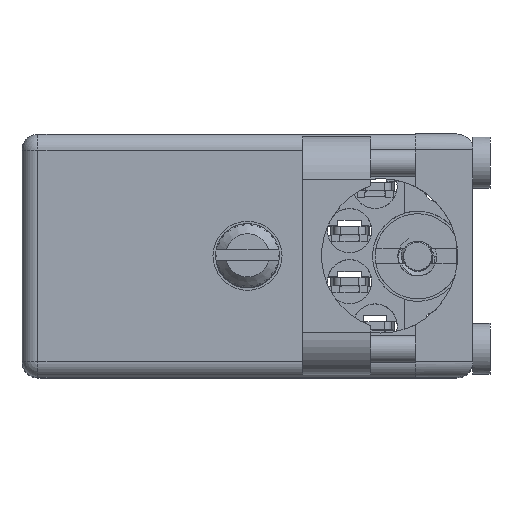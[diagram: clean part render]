
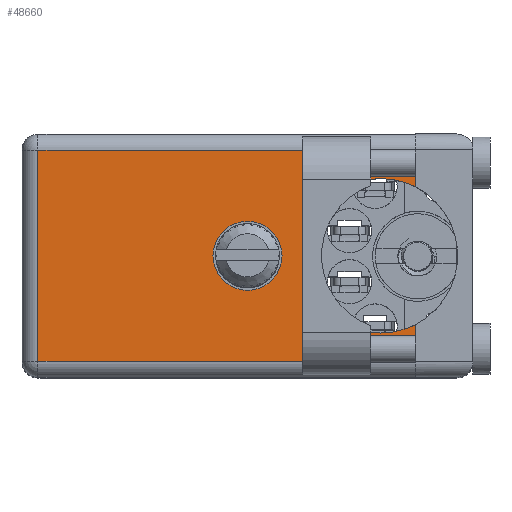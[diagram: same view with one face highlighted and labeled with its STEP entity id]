
A CAD part, top view. The second image highlights one B-rep face of the part: STEP entity #48660.
In plain terms, the highlighted face is planar.
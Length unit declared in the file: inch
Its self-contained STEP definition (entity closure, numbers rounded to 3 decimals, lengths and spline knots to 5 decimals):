
#946 = EDGE_CURVE ( 'NONE', #154112, #162489, #157894, .T. ) ;
#5835 = EDGE_CURVE ( 'NONE', #134215, #98955, #182658, .T. ) ;
#5966 = ORIENTED_EDGE ( 'NONE', *, *, #174894, .T. ) ;
#7237 = ORIENTED_EDGE ( 'NONE', *, *, #86545, .F. ) ;
#9732 = CARTESIAN_POINT ( 'NONE',  ( -0.6155, 0.806, 0.3105 ) ) ;
#11179 = FACE_BOUND ( 'NONE', #101561, .T. ) ;
#11346 = VECTOR ( 'NONE', #86045, 39.37008 ) ;
#13611 = CARTESIAN_POINT ( 'NONE',  ( 0.4925, 0.806, 0.3105 ) ) ;
#15538 = EDGE_CURVE ( 'NONE', #56645, #187523, #196237, .T. ) ;
#21728 = CARTESIAN_POINT ( 'NONE',  ( -0.6625, 0.806, -0.3105 ) ) ;
#22588 = DIRECTION ( 'NONE',  ( 0., 1., 0. ) ) ;
#23942 = VERTEX_POINT ( 'NONE', #176013 ) ;
#25132 = CARTESIAN_POINT ( 'NONE',  ( 0., 0.806, -0.1015 ) ) ;
#26259 = FACE_OUTER_BOUND ( 'NONE', #177724, .T. ) ;
#26736 = LINE ( 'NONE', #13611, #117824 ) ;
#31348 = DIRECTION ( 'NONE',  ( 0., 0., 1. ) ) ;
#33796 = DIRECTION ( 'NONE',  ( 0., 1., 0. ) ) ;
#34643 = ORIENTED_EDGE ( 'NONE', *, *, #123772, .T. ) ;
#42687 = DIRECTION ( 'NONE',  ( 0., 1., 0. ) ) ;
#43018 = ORIENTED_EDGE ( 'NONE', *, *, #147961, .F. ) ;
#43576 = CARTESIAN_POINT ( 'NONE',  ( -0.6155, 0.806, -0.3575 ) ) ;
#43887 = CIRCLE ( 'NONE', #63227, 0.227 ) ;
#48660 = ADVANCED_FACE ( 'NONE', ( #26259, #11179 ), #84797, .T. ) ;
#48977 = ORIENTED_EDGE ( 'NONE', *, *, #5835, .F. ) ;
#49242 = VERTEX_POINT ( 'NONE', #9732 ) ;
#49365 = EDGE_CURVE ( 'NONE', #187523, #134215, #43887, .T. ) ;
#56645 = VERTEX_POINT ( 'NONE', #155864 ) ;
#57774 = DIRECTION ( 'NONE',  ( 0., 1., 0. ) ) ;
#58708 = LINE ( 'NONE', #43576, #11346 ) ;
#58809 = CARTESIAN_POINT ( 'NONE',  ( 0., 0.806, 0. ) ) ;
#59332 = CIRCLE ( 'NONE', #162539, 0.1015 ) ;
#63227 = AXIS2_PLACEMENT_3D ( 'NONE', #146625, #22588, #174888 ) ;
#64062 = ORIENTED_EDGE ( 'NONE', *, *, #49365, .F. ) ;
#68546 = CARTESIAN_POINT ( 'NONE',  ( 0., 0.806, 0.1015 ) ) ;
#69451 = CARTESIAN_POINT ( 'NONE',  ( 0.4925, 0.806, -0.3105 ) ) ;
#69998 = DIRECTION ( 'NONE',  ( 0., 0., 1. ) ) ;
#72101 = VERTEX_POINT ( 'NONE', #68546 ) ;
#72613 = CARTESIAN_POINT ( 'NONE',  ( -0.6625, 0.806, -0.3575 ) ) ;
#75061 = DIRECTION ( 'NONE',  ( 1., 0., 0. ) ) ;
#77007 = AXIS2_PLACEMENT_3D ( 'NONE', #182939, #134581, #164874 ) ;
#84797 = PLANE ( 'NONE',  #160319 ) ;
#86045 = DIRECTION ( 'NONE',  ( 0., 0., 1. ) ) ;
#86545 = EDGE_CURVE ( 'NONE', #23942, #56645, #196486, .T. ) ;
#90111 = VECTOR ( 'NONE', #187139, 39.37008 ) ;
#94675 = ORIENTED_EDGE ( 'NONE', *, *, #946, .T. ) ;
#98955 = VERTEX_POINT ( 'NONE', #132837 ) ;
#101561 = EDGE_LOOP ( 'NONE', ( #197332, #43018 ) ) ;
#113619 = CARTESIAN_POINT ( 'NONE',  ( 0.3905, 0.806, 0.227 ) ) ;
#116503 = ORIENTED_EDGE ( 'NONE', *, *, #155155, .F. ) ;
#117824 = VECTOR ( 'NONE', #75061, 39.37008 ) ;
#119149 = AXIS2_PLACEMENT_3D ( 'NONE', #133500, #57774, #181880 ) ;
#123772 = EDGE_CURVE ( 'NONE', #49242, #98955, #26736, .T. ) ;
#132837 = CARTESIAN_POINT ( 'NONE',  ( 0.4925, 0.806, 0.3105 ) ) ;
#133500 = CARTESIAN_POINT ( 'NONE',  ( 0.3905, 0.806, 0. ) ) ;
#134150 = DIRECTION ( 'NONE',  ( 0., 1., 0. ) ) ;
#134215 = VERTEX_POINT ( 'NONE', #168301 ) ;
#134581 = DIRECTION ( 'NONE',  ( 0., 1., 0. ) ) ;
#138728 = AXIS2_PLACEMENT_3D ( 'NONE', #171969, #33796, #141722 ) ;
#139532 = VERTEX_POINT ( 'NONE', #25132 ) ;
#141043 = DIRECTION ( 'NONE',  ( 0., 0., 1. ) ) ;
#141722 = DIRECTION ( 'NONE',  ( 0., 0., 1. ) ) ;
#146345 = DIRECTION ( 'NONE',  ( -1., 0., 0. ) ) ;
#146625 = CARTESIAN_POINT ( 'NONE',  ( 0.3905, 0.806, 0. ) ) ;
#147961 = EDGE_CURVE ( 'NONE', #139532, #72101, #190310, .T. ) ;
#154112 = VERTEX_POINT ( 'NONE', #69451 ) ;
#155155 = EDGE_CURVE ( 'NONE', #154112, #23942, #158177, .T. ) ;
#155864 = CARTESIAN_POINT ( 'NONE',  ( 0.3905, 0.806, -0.227 ) ) ;
#156210 = CARTESIAN_POINT ( 'NONE',  ( 0.4925, 0.806, 0.3575 ) ) ;
#157894 = LINE ( 'NONE', #21728, #90111 ) ;
#158177 = LINE ( 'NONE', #156210, #158507 ) ;
#158313 = CARTESIAN_POINT ( 'NONE',  ( -0.6155, 0.806, -0.3105 ) ) ;
#158507 = VECTOR ( 'NONE', #141043, 39.37008 ) ;
#160319 = AXIS2_PLACEMENT_3D ( 'NONE', #72613, #134150, #146345 ) ;
#162489 = VERTEX_POINT ( 'NONE', #158313 ) ;
#162539 = AXIS2_PLACEMENT_3D ( 'NONE', #58809, #42687, #69998 ) ;
#164452 = EDGE_CURVE ( 'NONE', #72101, #139532, #59332, .T. ) ;
#164874 = DIRECTION ( 'NONE',  ( -1., 0., 0. ) ) ;
#168301 = CARTESIAN_POINT ( 'NONE',  ( 0.4925, 0.806, 0.20279 ) ) ;
#171969 = CARTESIAN_POINT ( 'NONE',  ( 0., 0.806, 0. ) ) ;
#174888 = DIRECTION ( 'NONE',  ( -1., 0., 0. ) ) ;
#174894 = EDGE_CURVE ( 'NONE', #162489, #49242, #58708, .T. ) ;
#176013 = CARTESIAN_POINT ( 'NONE',  ( 0.4925, 0.806, -0.20279 ) ) ;
#177724 = EDGE_LOOP ( 'NONE', ( #116503, #94675, #5966, #34643, #48977, #64062, #191090, #7237 ) ) ;
#181880 = DIRECTION ( 'NONE',  ( -1., 0., 0. ) ) ;
#182658 = LINE ( 'NONE', #185658, #193649 ) ;
#182939 = CARTESIAN_POINT ( 'NONE',  ( 0.3905, 0.806, 0. ) ) ;
#185658 = CARTESIAN_POINT ( 'NONE',  ( 0.4925, 0.806, 0.3575 ) ) ;
#187139 = DIRECTION ( 'NONE',  ( -1., 0., 0. ) ) ;
#187523 = VERTEX_POINT ( 'NONE', #113619 ) ;
#190310 = CIRCLE ( 'NONE', #138728, 0.1015 ) ;
#191090 = ORIENTED_EDGE ( 'NONE', *, *, #15538, .F. ) ;
#193649 = VECTOR ( 'NONE', #31348, 39.37008 ) ;
#196237 = CIRCLE ( 'NONE', #77007, 0.227 ) ;
#196486 = CIRCLE ( 'NONE', #119149, 0.227 ) ;
#197332 = ORIENTED_EDGE ( 'NONE', *, *, #164452, .F. ) ;
